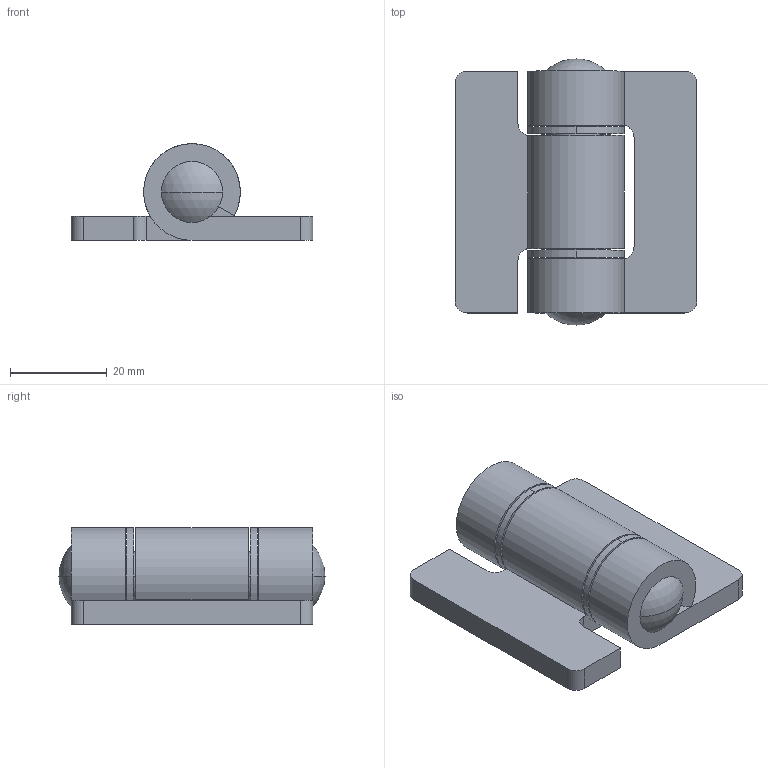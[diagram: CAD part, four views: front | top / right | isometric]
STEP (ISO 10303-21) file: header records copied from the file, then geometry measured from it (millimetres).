
FILE_DESCRIPTION (( 'STEP AP203' ), '1' );
FILE_NAME ('B-1001-8.STEP', '2008-10-17T00:44:07', ( ' ' ), ( ' ' ), 'SwSTEP 2.0', 'SolidWorks 2007', '' );
FILE_SCHEMA (( 'CONFIG_CONTROL_DESIGN' ));
Length unit declared in the file: millimetre
Products named in the file (5): B-1001-8幉_岞_棉太倌; B-1001-8; B-1001-8僸儞僕A_岞_棉太倌; B-1001-8僸儞僕B_岞_棉太倌; B-1001-8嵗嬥_岞_棉太倌
Assembly tree (5 placements, depth 2):
  B-1001-8
    B-1001-8僸儞僕A_岞_棉太倌
    B-1001-8僸儞僕B_岞_棉太倌
    B-1001-8嵗嬥_岞_棉太倌  x2
    B-1001-8幉_岞_棉太倌
Bounding box: 50 x 55 x 20 mm (x, y, z)
Volume: 23157.4 mm3; surface area: 13207.7 mm2
Topology: 5 solids, 5 shells, 54 faces, 128 edges, 86 vertices
Faces by surface type: plane 26, cylinder 24, sphere 4
Entity records: 1983 total; most frequent: DIRECTION 276, CARTESIAN_POINT 250, ORIENTED_EDGE 232, EDGE_CURVE 116, AXIS2_PLACEMENT_3D 104, VERTEX_POINT 78, VECTOR 68, LINE 68
